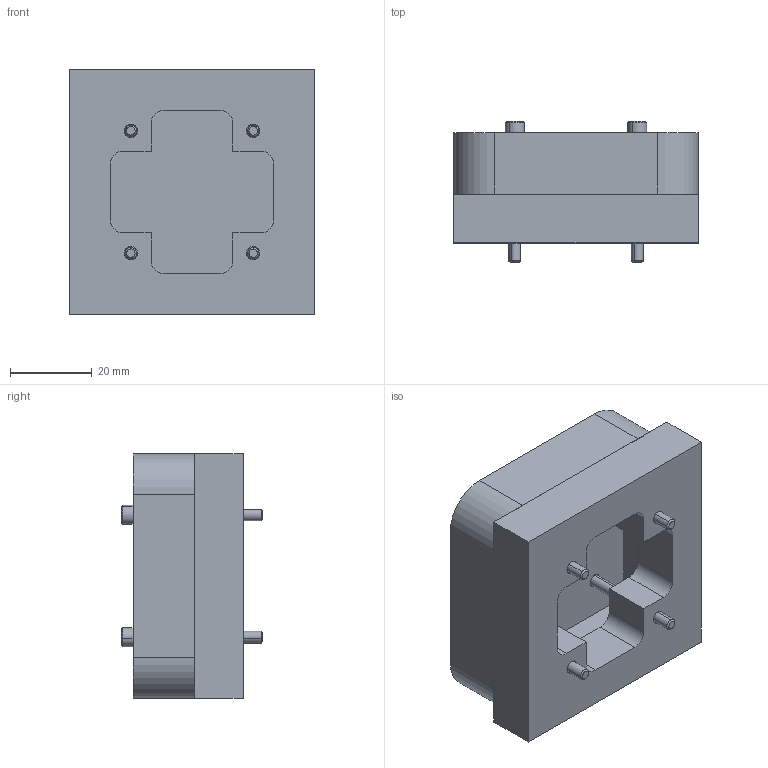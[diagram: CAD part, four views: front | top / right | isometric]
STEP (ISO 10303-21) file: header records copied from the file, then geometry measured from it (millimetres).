
FILE_DESCRIPTION (( 'STEP AP203' ), '1' );
FILE_NAME ('Scintillator.STEP', '2020-03-18T04:50:30', ( '' ), ( '' ), 'SwSTEP 2.0', 'SolidWorks 2018', '' );
FILE_SCHEMA (( 'CONFIG_CONTROL_DESIGN' ));
Length unit declared in the file: millimetre
Products named in the file (4): Scintillator; Scintillator Bottom; Scintillator Top; socket head cap screw_ai_HX-SHCS 0.112-40x1.25x1-N
Assembly tree (6 placements, depth 2):
  Scintillator
    Scintillator Bottom
    Scintillator Top
    socket head cap screw_ai_HX-SHCS 0.112-40x1.25x1-N  x4
Bounding box: 60 x 34.59 x 60 mm (x, y, z)
Volume: 57147.3 mm3; surface area: 23852.9 mm2
Topology: 6 solids, 6 shells, 109 faces, 252 edges, 160 vertices
Faces by surface type: cylinder 44, plane 41, cone 16, torus 8
Entity records: 2694 total; most frequent: DIRECTION 410, CARTESIAN_POINT 377, ORIENTED_EDGE 360, EDGE_CURVE 180, AXIS2_PLACEMENT_3D 151, VERTEX_POINT 118, VECTOR 108, LINE 108
